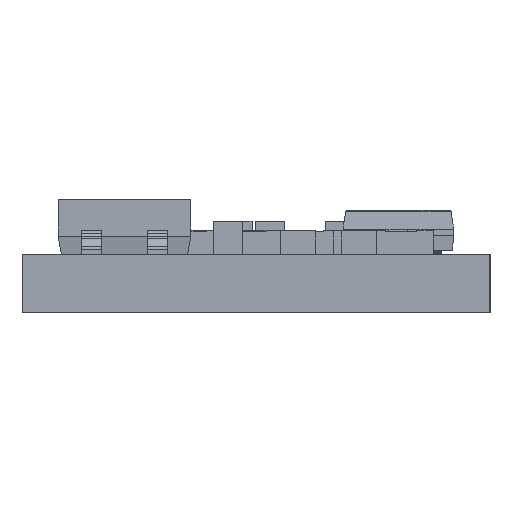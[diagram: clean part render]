
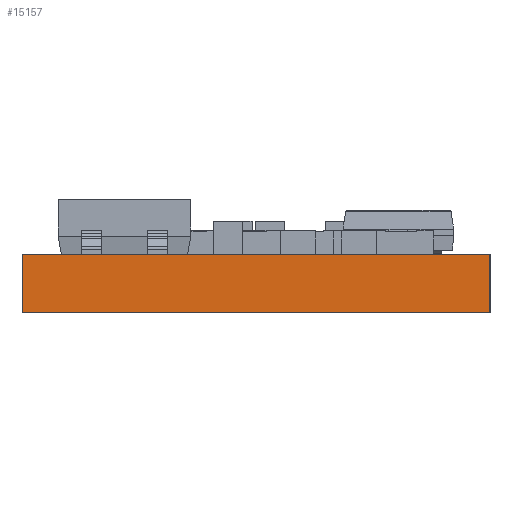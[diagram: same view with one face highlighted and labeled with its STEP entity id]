
A CAD part, left-side view. The second image highlights one B-rep face of the part: STEP entity #15157.
In plain terms, the highlighted planar face has unit normal (-1, 0, 0).
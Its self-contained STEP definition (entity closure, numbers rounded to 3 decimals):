
#432 = CARTESIAN_POINT ( 'NONE',  ( 0., 12.7, 1.575 ) ) ;
#3157 = DIRECTION ( 'NONE',  ( 0., 0., 1. ) ) ;
#3219 = FACE_OUTER_BOUND ( 'NONE', #50216, .T. ) ;
#3572 = CARTESIAN_POINT ( 'NONE',  ( 0., 0., 0. ) ) ;
#4519 = PLANE ( 'NONE',  #26756 ) ;
#5701 = VECTOR ( 'NONE', #16801, 1000. ) ;
#6078 = EDGE_CURVE ( 'NONE', #22908, #33557, #47847, .T. ) ;
#6940 = VECTOR ( 'NONE', #42435, 1000. ) ;
#11945 = DIRECTION ( 'NONE',  ( 0., 0., -1. ) ) ;
#13179 = ORIENTED_EDGE ( 'NONE', *, *, #42962, .T. ) ;
#14847 = CARTESIAN_POINT ( 'NONE',  ( 0., 0., 1.575 ) ) ;
#15157 = ADVANCED_FACE ( 'NONE', ( #3219 ), #4519, .F. ) ;
#16801 = DIRECTION ( 'NONE',  ( 0., 0., -1. ) ) ;
#17725 = ORIENTED_EDGE ( 'NONE', *, *, #38294, .F. ) ;
#21527 = VECTOR ( 'NONE', #3157, 1000. ) ;
#22908 = VERTEX_POINT ( 'NONE', #35435 ) ;
#25775 = LINE ( 'NONE', #27073, #21527 ) ;
#26756 = AXIS2_PLACEMENT_3D ( 'NONE', #432, #47220, #11945 ) ;
#27073 = CARTESIAN_POINT ( 'NONE',  ( 0., 0., 1.575 ) ) ;
#27798 = CARTESIAN_POINT ( 'NONE',  ( 0., 12.7, 1.575 ) ) ;
#28811 = CARTESIAN_POINT ( 'NONE',  ( 0., 12.7, 0. ) ) ;
#29753 = ORIENTED_EDGE ( 'NONE', *, *, #6078, .T. ) ;
#30021 = LINE ( 'NONE', #14847, #6940 ) ;
#30874 = ORIENTED_EDGE ( 'NONE', *, *, #32560, .T. ) ;
#31891 = CARTESIAN_POINT ( 'NONE',  ( 0., 12.7, 1.575 ) ) ;
#32560 = EDGE_CURVE ( 'NONE', #35408, #22908, #43919, .T. ) ;
#33557 = VERTEX_POINT ( 'NONE', #3572 ) ;
#35408 = VERTEX_POINT ( 'NONE', #27798 ) ;
#35435 = CARTESIAN_POINT ( 'NONE',  ( 0., 12.7, 0. ) ) ;
#36601 = DIRECTION ( 'NONE',  ( 0., -1., 0. ) ) ;
#38294 = EDGE_CURVE ( 'NONE', #35408, #42482, #30021, .T. ) ;
#39122 = CARTESIAN_POINT ( 'NONE',  ( 0., 0., 1.575 ) ) ;
#42435 = DIRECTION ( 'NONE',  ( 0., -1., 0. ) ) ;
#42482 = VERTEX_POINT ( 'NONE', #39122 ) ;
#42962 = EDGE_CURVE ( 'NONE', #33557, #42482, #25775, .T. ) ;
#43919 = LINE ( 'NONE', #31891, #5701 ) ;
#44789 = VECTOR ( 'NONE', #36601, 1000. ) ;
#47220 = DIRECTION ( 'NONE',  ( 1., 0., 0. ) ) ;
#47847 = LINE ( 'NONE', #28811, #44789 ) ;
#50216 = EDGE_LOOP ( 'NONE', ( #17725, #30874, #29753, #13179 ) ) ;
